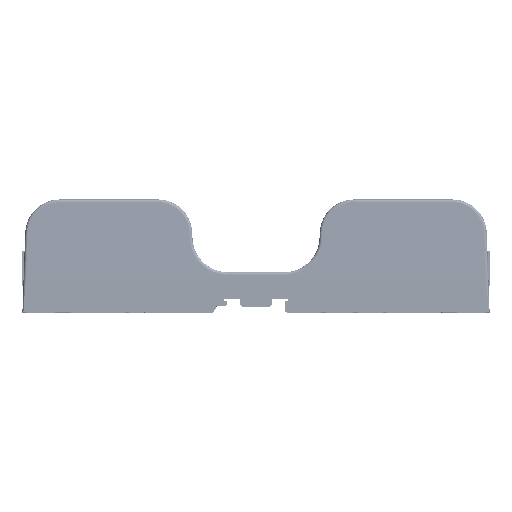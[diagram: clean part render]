
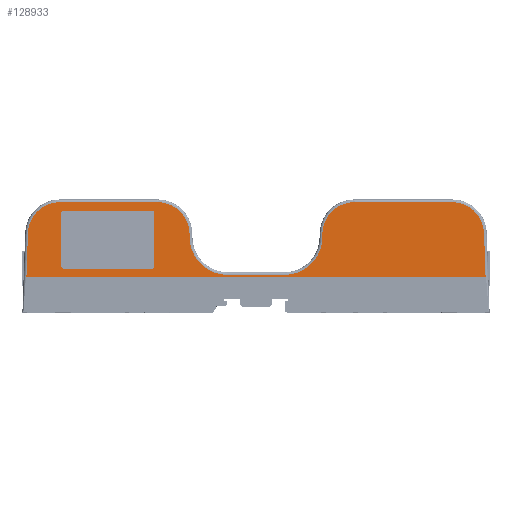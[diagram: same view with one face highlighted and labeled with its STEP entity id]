
A CAD part, top view. The second image highlights one B-rep face of the part: STEP entity #128933.
In plain terms, the highlighted planar face has unit normal (0, 0.018, 1).
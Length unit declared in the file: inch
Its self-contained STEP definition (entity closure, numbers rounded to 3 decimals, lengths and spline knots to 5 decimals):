
#156 = ORIENTED_EDGE ( 'NONE', *, *, #150090, .T. ) ;
#1935 = CARTESIAN_POINT ( 'NONE',  ( 4.8958, 1.69513, 4.59368 ) ) ;
#5297 = CARTESIAN_POINT ( 'NONE',  ( 5.015, 0.76, 4.61 ) ) ;
#5899 = LINE ( 'NONE', #114019, #177873 ) ;
#7263 = CARTESIAN_POINT ( 'NONE',  ( -4.91635, 1.1067, 4.60395 ) ) ;
#11016 = CIRCLE ( 'NONE', #61561, 0.81 ) ;
#11144 = LINE ( 'NONE', #143032, #12945 ) ;
#11623 = ORIENTED_EDGE ( 'NONE', *, *, #86035, .T. ) ;
#12322 = CARTESIAN_POINT ( 'NONE',  ( 1.71081, 2.36105, 4.58205 ) ) ;
#12945 = VECTOR ( 'NONE', #186574, 39.37008 ) ;
#14160 = VECTOR ( 'NONE', #56774, 39.37008 ) ;
#14532 = CARTESIAN_POINT ( 'NONE',  ( -1.425, 2.07524, 4.58704 ) ) ;
#14879 = DIRECTION ( 'NONE',  ( 0., -0.017, -1. ) ) ;
#16388 =( BOUNDED_CURVE ( )  B_SPLINE_CURVE ( 3, ( #103163, #130889, #45626, #146699 ),
 .UNSPECIFIED., .F., .F. ) 
 B_SPLINE_CURVE_WITH_KNOTS ( ( 4, 4 ),
 ( 0., 1.53589 ),
 .UNSPECIFIED. ) 
 CURVE ( )  GEOMETRIC_REPRESENTATION_ITEM ( )  RATIONAL_B_SPLINE_CURVE ( ( 1., 0.813, 0.813, 1. ) ) 
 REPRESENTATION_ITEM ( '' )  );
#16496 = DIRECTION ( 'NONE',  ( 0., 1., -0.017 ) ) ;
#17847 = EDGE_CURVE ( 'NONE', #130669, #141496, #11016, .T. ) ;
#17858 = DIRECTION ( 'NONE',  ( -1., 0., 0. ) ) ;
#19903 = DIRECTION ( 'NONE',  ( 0., 1., -0.017 ) ) ;
#19977 = VERTEX_POINT ( 'NONE', #162963 ) ;
#21753 = DIRECTION ( 'NONE',  ( -1., 0., 0. ) ) ;
#26779 = DIRECTION ( 'NONE',  ( -1., 0., 0. ) ) ;
#29130 = CARTESIAN_POINT ( 'NONE',  ( -1.425, 1.67105, 4.5941 ) ) ;
#30401 = AXIS2_PLACEMENT_3D ( 'NONE', #5297, #106587, #19903 ) ;
#32506 = EDGE_CURVE ( 'NONE', #77727, #51677, #177417, .T. ) ;
#33061 = EDGE_CURVE ( 'NONE', #138001, #89502, #44921, .T. ) ;
#33803 = PLANE ( 'NONE',  #30401 ) ;
#35528 = EDGE_CURVE ( 'NONE', #63251, #130362, #11144, .T. ) ;
#39575 = ORIENTED_EDGE ( 'NONE', *, *, #77660, .T. ) ;
#41470 = CARTESIAN_POINT ( 'NONE',  ( 1.425, 2.07524, 4.58704 ) ) ;
#41668 = CARTESIAN_POINT ( 'NONE',  ( -1.425, 1.60999, 4.59516 ) ) ;
#42211 = CARTESIAN_POINT ( 'NONE',  ( 2.115, 2.36105, 4.58205 ) ) ;
#44921 =( BOUNDED_CURVE ( )  B_SPLINE_CURVE ( 3, ( #29130, #14532, #101213, #130201 ),
 .UNSPECIFIED., .F., .T. ) 
 B_SPLINE_CURVE_WITH_KNOTS ( ( 4, 4 ),
 ( 4.71239, 6.28319 ),
 .UNSPECIFIED. ) 
 CURVE ( )  GEOMETRIC_REPRESENTATION_ITEM ( )  RATIONAL_B_SPLINE_CURVE ( ( 1., 0.805, 0.805, 1. ) ) 
 REPRESENTATION_ITEM ( '' )  );
#45626 = CARTESIAN_POINT ( 'NONE',  ( -4.88209, 2.08798, 4.58682 ) ) ;
#47251 = ORIENTED_EDGE ( 'NONE', *, *, #17847, .T. ) ;
#47510 = CARTESIAN_POINT ( 'NONE',  ( -2.115, 2.36105, 4.58205 ) ) ;
#51324 = VECTOR ( 'NONE', #17858, 39.37008 ) ;
#51677 = VERTEX_POINT ( 'NONE', #42211 ) ;
#54116 = EDGE_CURVE ( 'NONE', #125610, #138001, #56796, .T. ) ;
#55008 = VECTOR ( 'NONE', #21753, 39.37008 ) ;
#56774 = DIRECTION ( 'NONE',  ( 0., -1., 0.017 ) ) ;
#56796 = LINE ( 'NONE', #175758, #167540 ) ;
#60872 = LINE ( 'NONE', #172344, #171659 ) ;
#61528 = DIRECTION ( 'NONE',  ( 0., 1., -0.017 ) ) ;
#61561 = AXIS2_PLACEMENT_3D ( 'NONE', #62113, #61718, #61528 ) ;
#61718 = DIRECTION ( 'NONE',  ( 0., -0.017, -1. ) ) ;
#62113 = CARTESIAN_POINT ( 'NONE',  ( 0.615, 1.60999, 4.59516 ) ) ;
#63251 = VERTEX_POINT ( 'NONE', #74351 ) ;
#64775 = CARTESIAN_POINT ( 'NONE',  ( 5.015, 0.80011, 4.6093 ) ) ;
#65439 = EDGE_CURVE ( 'NONE', #175133, #130669, #152239, .T. ) ;
#71604 =( BOUNDED_CURVE ( )  B_SPLINE_CURVE ( 3, ( #113527, #12322, #41470, #142593 ),
 .UNSPECIFIED., .F., .F. ) 
 B_SPLINE_CURVE_WITH_KNOTS ( ( 4, 4 ),
 ( 3.14159, 4.71239 ),
 .UNSPECIFIED. ) 
 CURVE ( )  GEOMETRIC_REPRESENTATION_ITEM ( )  RATIONAL_B_SPLINE_CURVE ( ( 1., 0.805, 0.805, 1. ) ) 
 REPRESENTATION_ITEM ( '' )  );
#73015 = ORIENTED_EDGE ( 'NONE', *, *, #151083, .T. ) ;
#74351 = CARTESIAN_POINT ( 'NONE',  ( 4.92846, 0.76, 4.61 ) ) ;
#75444 = CARTESIAN_POINT ( 'NONE',  ( 5.015, 2.36105, 4.58205 ) ) ;
#76595 = CARTESIAN_POINT ( 'NONE',  ( 4.20623, 2.36105, 4.58205 ) ) ;
#77660 = EDGE_CURVE ( 'NONE', #130362, #77727, #139281, .T. ) ;
#77727 = VERTEX_POINT ( 'NONE', #76595 ) ;
#86035 = EDGE_CURVE ( 'NONE', #89502, #19977, #5899, .T. ) ;
#86629 = CARTESIAN_POINT ( 'NONE',  ( 1.425, 1.60999, 4.59516 ) ) ;
#89502 = VERTEX_POINT ( 'NONE', #47510 ) ;
#93383 = LINE ( 'NONE', #64775, #55008 ) ;
#93483 = ORIENTED_EDGE ( 'NONE', *, *, #33061, .T. ) ;
#94821 = VERTEX_POINT ( 'NONE', #165204 ) ;
#100509 = CIRCLE ( 'NONE', #128214, 0.81 ) ;
#101213 = CARTESIAN_POINT ( 'NONE',  ( -1.71081, 2.36105, 4.58205 ) ) ;
#101563 = CARTESIAN_POINT ( 'NONE',  ( -0.615, 1.60999, 4.59516 ) ) ;
#101586 = EDGE_LOOP ( 'NONE', ( #160070, #158065, #39575, #158948, #138411, #104053, #47251, #158781, #156, #113811, #93483, #11623, #73015, #151869 ) ) ;
#103163 = CARTESIAN_POINT ( 'NONE',  ( -4.20623, 2.36105, 4.58205 ) ) ;
#103233 = CARTESIAN_POINT ( 'NONE',  ( 4.20623, 2.36105, 4.58205 ) ) ;
#104053 = ORIENTED_EDGE ( 'NONE', *, *, #65439, .T. ) ;
#105233 = LINE ( 'NONE', #7263, #143647 ) ;
#106587 = DIRECTION ( 'NONE',  ( 0., -0.017, -1. ) ) ;
#113527 = CARTESIAN_POINT ( 'NONE',  ( 2.115, 2.36105, 4.58205 ) ) ;
#113811 = ORIENTED_EDGE ( 'NONE', *, *, #54116, .T. ) ;
#114019 = CARTESIAN_POINT ( 'NONE',  ( 5.015, 2.36105, 4.58205 ) ) ;
#115524 = DIRECTION ( 'NONE',  ( -1., 0., 0. ) ) ;
#116077 = DIRECTION ( 'NONE',  ( 0., 1., -0.017 ) ) ;
#121771 = EDGE_CURVE ( 'NONE', #141496, #94821, #93383, .T. ) ;
#123325 = CARTESIAN_POINT ( 'NONE',  ( 4.8958, 1.69513, 4.59368 ) ) ;
#125484 = VERTEX_POINT ( 'NONE', #181989 ) ;
#125610 = VERTEX_POINT ( 'NONE', #41668 ) ;
#128214 = AXIS2_PLACEMENT_3D ( 'NONE', #101563, #14879, #116077 ) ;
#128933 = ADVANCED_FACE ( 'NONE', ( #147380 ), #33803, .F. ) ;
#130201 = CARTESIAN_POINT ( 'NONE',  ( -2.115, 2.36105, 4.58205 ) ) ;
#130362 = VERTEX_POINT ( 'NONE', #123325 ) ;
#130669 = VERTEX_POINT ( 'NONE', #86629 ) ;
#130889 = CARTESIAN_POINT ( 'NONE',  ( -4.59932, 2.36105, 4.58205 ) ) ;
#138001 = VERTEX_POINT ( 'NONE', #182054 ) ;
#138411 = ORIENTED_EDGE ( 'NONE', *, *, #182277, .T. ) ;
#138705 = DIRECTION ( 'NONE',  ( -0.035, -0.999, 0.017 ) ) ;
#138740 = EDGE_CURVE ( 'NONE', #63251, #173717, #60872, .T. ) ;
#139281 =( BOUNDED_CURVE ( )  B_SPLINE_CURVE ( 3, ( #1935, #160695, #146152, #103233 ),
 .UNSPECIFIED., .F., .T. ) 
 B_SPLINE_CURVE_WITH_KNOTS ( ( 4, 4 ),
 ( 4.7473, 6.28319 ),
 .UNSPECIFIED. ) 
 CURVE ( )  GEOMETRIC_REPRESENTATION_ITEM ( )  RATIONAL_B_SPLINE_CURVE ( ( 1., 0.813, 0.813, 1. ) ) 
 REPRESENTATION_ITEM ( '' )  );
#141496 = VERTEX_POINT ( 'NONE', #165001 ) ;
#142593 = CARTESIAN_POINT ( 'NONE',  ( 1.425, 1.67105, 4.5941 ) ) ;
#143032 = CARTESIAN_POINT ( 'NONE',  ( 4.89584, 1.69408, 4.5937 ) ) ;
#143647 = VECTOR ( 'NONE', #138705, 39.37008 ) ;
#145061 = EDGE_CURVE ( 'NONE', #125484, #173717, #105233, .T. ) ;
#146152 = CARTESIAN_POINT ( 'NONE',  ( 4.59932, 2.36105, 4.58205 ) ) ;
#146699 = CARTESIAN_POINT ( 'NONE',  ( -4.8958, 1.69513, 4.59368 ) ) ;
#147380 = FACE_OUTER_BOUND ( 'NONE', #101586, .T. ) ;
#150090 = EDGE_CURVE ( 'NONE', #94821, #125610, #100509, .T. ) ;
#151083 = EDGE_CURVE ( 'NONE', #19977, #125484, #16388, .T. ) ;
#151869 = ORIENTED_EDGE ( 'NONE', *, *, #145061, .T. ) ;
#152239 = LINE ( 'NONE', #186258, #14160 ) ;
#156894 = CARTESIAN_POINT ( 'NONE',  ( 1.425, 1.67105, 4.5941 ) ) ;
#158065 = ORIENTED_EDGE ( 'NONE', *, *, #35528, .T. ) ;
#158781 = ORIENTED_EDGE ( 'NONE', *, *, #121771, .T. ) ;
#158948 = ORIENTED_EDGE ( 'NONE', *, *, #32506, .T. ) ;
#160070 = ORIENTED_EDGE ( 'NONE', *, *, #138740, .F. ) ;
#160695 = CARTESIAN_POINT ( 'NONE',  ( 4.88209, 2.08798, 4.58682 ) ) ;
#162963 = CARTESIAN_POINT ( 'NONE',  ( -4.20623, 2.36105, 4.58205 ) ) ;
#165001 = CARTESIAN_POINT ( 'NONE',  ( 0.615, 0.80011, 4.6093 ) ) ;
#165204 = CARTESIAN_POINT ( 'NONE',  ( -0.615, 0.80011, 4.6093 ) ) ;
#167540 = VECTOR ( 'NONE', #16496, 39.37008 ) ;
#171659 = VECTOR ( 'NONE', #115524, 39.37008 ) ;
#172344 = CARTESIAN_POINT ( 'NONE',  ( 5.015, 0.76, 4.61 ) ) ;
#173717 = VERTEX_POINT ( 'NONE', #175797 ) ;
#175133 = VERTEX_POINT ( 'NONE', #156894 ) ;
#175758 = CARTESIAN_POINT ( 'NONE',  ( -1.425, 0.76, 4.61 ) ) ;
#175797 = CARTESIAN_POINT ( 'NONE',  ( -4.92846, 0.76, 4.61 ) ) ;
#177417 = LINE ( 'NONE', #75444, #51324 ) ;
#177873 = VECTOR ( 'NONE', #26779, 39.37008 ) ;
#181989 = CARTESIAN_POINT ( 'NONE',  ( -4.8958, 1.69513, 4.59368 ) ) ;
#182054 = CARTESIAN_POINT ( 'NONE',  ( -1.425, 1.67105, 4.5941 ) ) ;
#182277 = EDGE_CURVE ( 'NONE', #51677, #175133, #71604, .T. ) ;
#186258 = CARTESIAN_POINT ( 'NONE',  ( 1.425, 0.76, 4.61 ) ) ;
#186574 = DIRECTION ( 'NONE',  ( -0.035, 0.999, -0.017 ) ) ;
